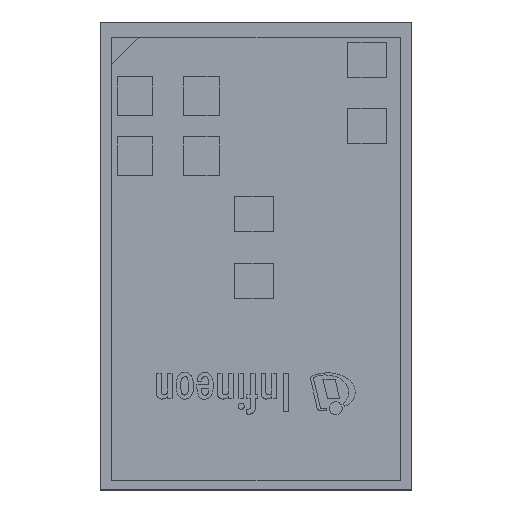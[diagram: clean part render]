
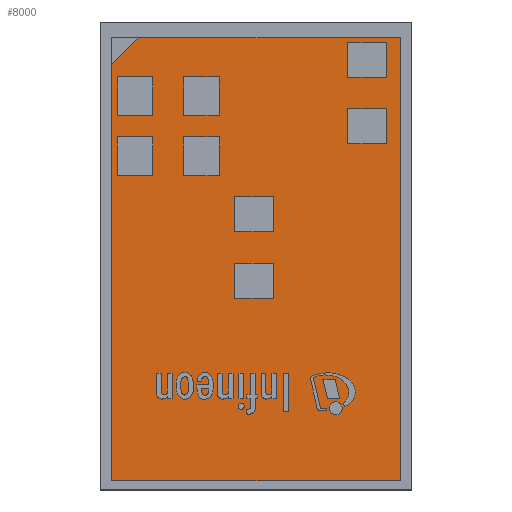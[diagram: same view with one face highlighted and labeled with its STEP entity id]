
A CAD part, top view. The second image highlights one B-rep face of the part: STEP entity #8000.
In plain terms, the highlighted planar face has unit normal (0, 0, 1).
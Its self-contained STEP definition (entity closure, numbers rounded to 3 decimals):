
#727=FACE_OUTER_BOUND('',#1183,.T.);
#1183=EDGE_LOOP('',(#7240,#7241,#7242,#7243));
#2014=LINE('',#13607,#2854);
#2017=LINE('',#13613,#2857);
#2020=LINE('',#13619,#2860);
#2023=LINE('',#13623,#2863);
#2854=VECTOR('',#10907,1.);
#2857=VECTOR('',#10912,1.);
#2860=VECTOR('',#10917,1.);
#2863=VECTOR('',#10922,1.);
#3860=VERTEX_POINT('',#13604);
#3861=VERTEX_POINT('',#13606);
#3863=VERTEX_POINT('',#13612);
#3865=VERTEX_POINT('',#13618);
#4982=EDGE_CURVE('',#3861,#3860,#2014,.T.);
#4985=EDGE_CURVE('',#3863,#3861,#2017,.T.);
#4988=EDGE_CURVE('',#3865,#3863,#2020,.T.);
#4991=EDGE_CURVE('',#3860,#3865,#2023,.T.);
#7240=ORIENTED_EDGE('',*,*,#4991,.T.);
#7241=ORIENTED_EDGE('',*,*,#4988,.T.);
#7242=ORIENTED_EDGE('',*,*,#4985,.T.);
#7243=ORIENTED_EDGE('',*,*,#4982,.T.);
#7550=PLANE('',#8720);
#8000=ADVANCED_FACE('',(#727),#7550,.T.);
#8720=AXIS2_PLACEMENT_3D('',#13625,#10925,#10926);
#10907=DIRECTION('',(0.,1.,0.));
#10912=DIRECTION('',(1.,0.,0.));
#10917=DIRECTION('',(0.,-1.,0.));
#10922=DIRECTION('',(-1.,0.,0.));
#10925=DIRECTION('center_axis',(0.,0.,1.));
#10926=DIRECTION('ref_axis',(1.,0.,0.));
#13604=CARTESIAN_POINT('',(1.85,2.799,0.569));
#13606=CARTESIAN_POINT('',(1.85,-2.885,0.569));
#13607=CARTESIAN_POINT('',(1.85,2.799,0.569));
#13612=CARTESIAN_POINT('',(-1.85,-2.885,0.569));
#13613=CARTESIAN_POINT('',(1.85,-2.885,0.569));
#13618=CARTESIAN_POINT('',(-1.85,2.799,0.569));
#13619=CARTESIAN_POINT('',(-1.85,-2.885,0.569));
#13623=CARTESIAN_POINT('',(-1.85,2.799,0.569));
#13625=CARTESIAN_POINT('Origin',(0.,-0.043,
0.569));
